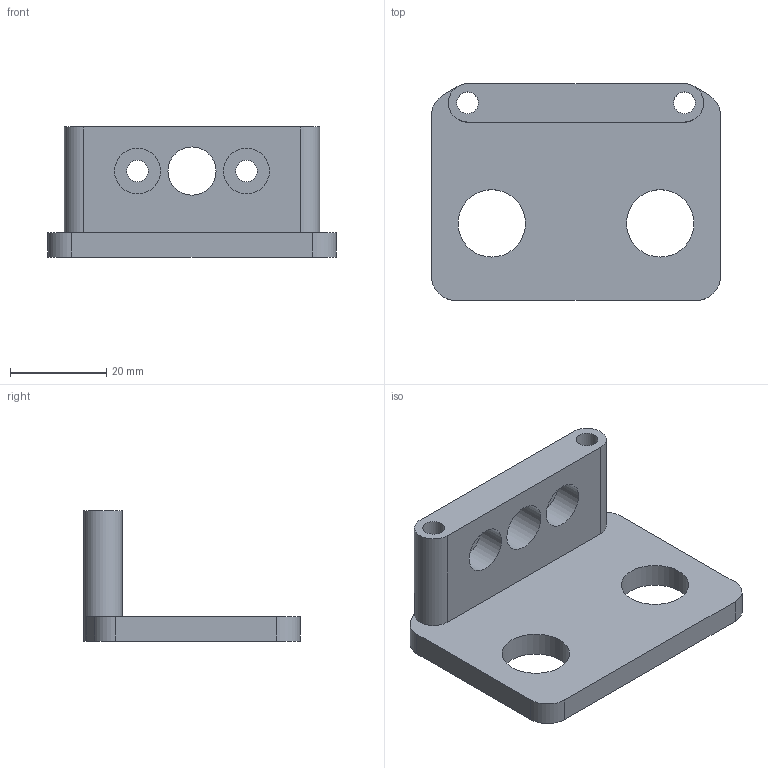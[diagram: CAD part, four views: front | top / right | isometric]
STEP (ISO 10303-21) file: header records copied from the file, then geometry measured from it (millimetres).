
FILE_DESCRIPTION(('FreeCAD Model'),'2;1');
FILE_NAME('Open CASCADE Shape Model','2024-11-07T14:43:14',(''),(''), 'Open CASCADE STEP processor 7.8','FreeCAD','Unknown');
FILE_SCHEMA(('AUTOMOTIVE_DESIGN { 1 0 10303 214 1 1 1 1 }'));
Length unit declared in the file: millimetre
Products named in the file (1): Claw Back Body
Bounding box: 60 x 45 x 27 mm (x, y, z)
Volume: 18397.7 mm3; surface area: 9822.7 mm2
Topology: 1 solids, 1 shells, 27 faces, 69 edges, 46 vertices
Faces by surface type: cylinder 15, plane 12
Full cylindrical faces by diameter (mm): 4.5 x4, 9.5 x2, 10 x1, 14 x2
Entity records: 883 total; most frequent: DIRECTION 155, CARTESIAN_POINT 145, ORIENTED_EDGE 138, EDGE_CURVE 69, AXIS2_PLACEMENT_3D 60, VERTEX_POINT 46, FACE_BOUND 43, EDGE_LOOP 43
